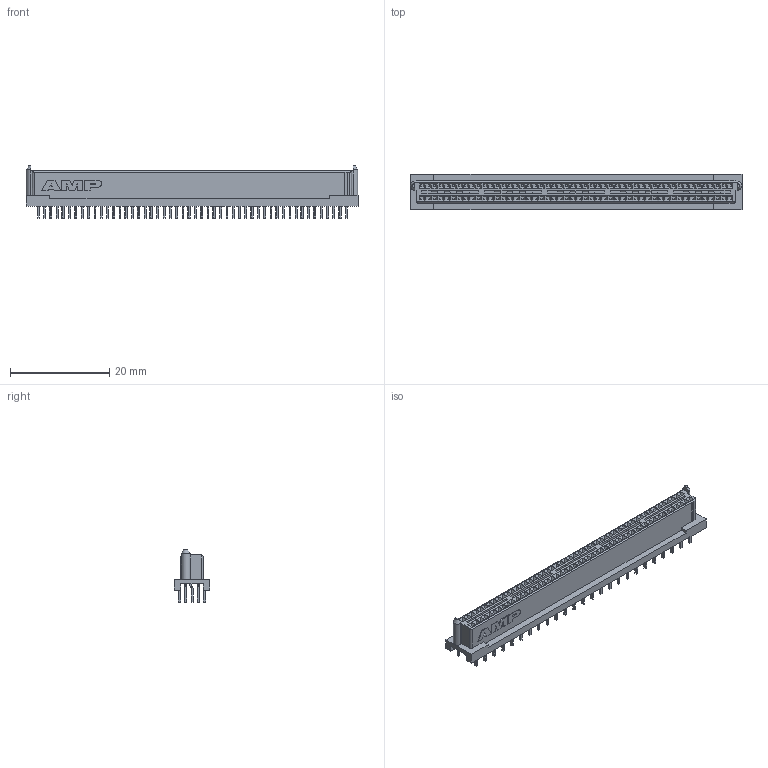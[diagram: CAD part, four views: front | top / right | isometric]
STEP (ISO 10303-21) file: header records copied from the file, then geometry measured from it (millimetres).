
FILE_DESCRIPTION((''),'2;1');
FILE_NAME('C-5536279-04-3','2007-09-06T',('workeradm'),('Tyco Electronics Corporation'),'PRO/ENGINEER BY PARAMETRIC TECHNOLOGY CORPORATION, 2005450','PRO/ENGINEER BY PARAMETRIC TECHNOLOGY CORPORATION, 2005450','');
FILE_SCHEMA(('CONFIG_CONTROL_DESIGN', 'GEOMETRIC_VALIDATION_PROPERTIES_MIM'));
Length unit declared in the file: millimetre
Products named in the file (1): C-5536279-04-3
Bounding box: 67.06 x 7.24 x 10.54 mm (x, y, z)
Volume: 1989 mm3; surface area: 3141.1 mm2
Topology: 1 solids, 1 shells, 1620 faces, 4154 edges, 2766 vertices
Faces by surface type: plane 1469, cylinder 147, cone 2, extrusion 2
Entity records: 48615 total; most frequent: CARTESIAN_POINT 8591, ORIENTED_EDGE 8308, DIRECTION 7678, EDGE_CURVE 4154, VECTOR 3854, LINE 3852, VERTEX_POINT 2766, AXIS2_PLACEMENT_3D 1912
